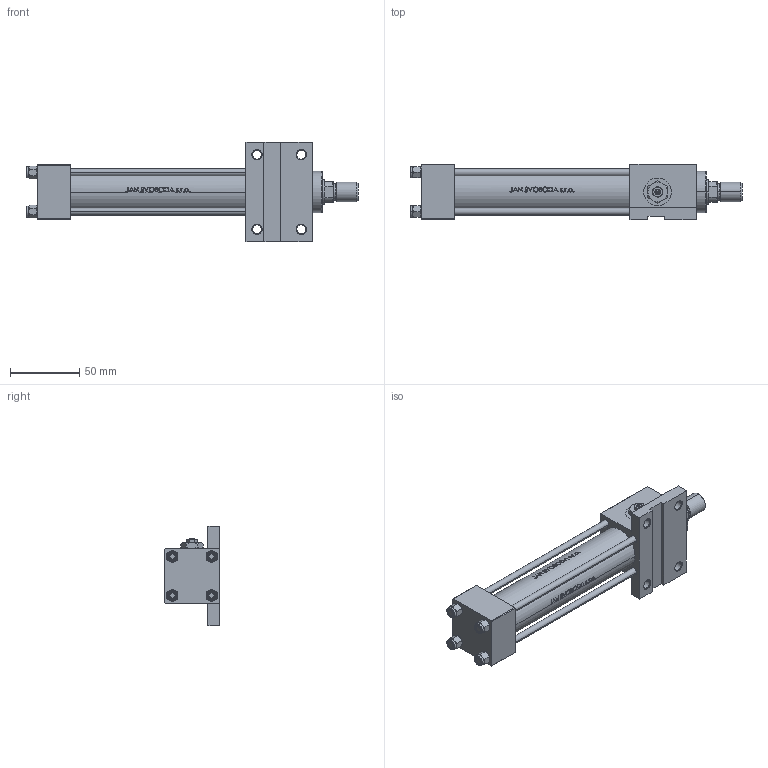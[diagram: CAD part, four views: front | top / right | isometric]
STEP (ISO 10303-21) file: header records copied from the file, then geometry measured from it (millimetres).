
FILE_DESCRIPTION (( 'STEP AP203' ), '1' );
FILE_NAME ('7e3e.STEP', '2022-04-16T08:25:14', ( '' ), ( '' ), 'SwSTEP 2.0', 'SolidWorks 2019', '' );
FILE_SCHEMA (( 'CONFIG_CONTROL_DESIGN' ));
Length unit declared in the file: millimetre
Products named in the file (8): V215CR_F_Body 783134f04674d9500f30ac4001134625; V215CR_VCP_F 783134f04674d9500f30ac4001134625; V215_VC_A 783134f04674d9500f30ac4001134625; 7e3e; ROD_END_AH 783134f04674d9500f30ac4001134625; V215CR_F_TYCINKA 783134f04674d9500f30ac4001134625; NUT_M5_F 783134f04674d9500f30ac4001134625; Zatka_pro_OIL_PORT 783134f04674d9500f30ac4001134625
Assembly tree (13 placements, depth 2):
  7e3e
    V215CR_F_Body 783134f04674d9500f30ac4001134625
    V215CR_VCP_F 783134f04674d9500f30ac4001134625
    V215CR_F_TYCINKA 783134f04674d9500f30ac4001134625  x4
    NUT_M5_F 783134f04674d9500f30ac4001134625  x4
    V215_VC_A 783134f04674d9500f30ac4001134625
    ROD_END_AH 783134f04674d9500f30ac4001134625
    Zatka_pro_OIL_PORT 783134f04674d9500f30ac4001134625
Bounding box: 240 x 40 x 72 mm (x, y, z)
Volume: 209863.2 mm3; surface area: 86497.5 mm2
Topology: 13 solids, 13 shells, 1172 faces, 2941 edges, 1881 vertices
Faces by surface type: plane 464, bspline 380, cone 176, cylinder 142, torus 10
Entity records: 50219 total; most frequent: CARTESIAN_POINT 26583, ORIENTED_EDGE 5374, DIRECTION 3427, EDGE_CURVE 2687, VERTEX_POINT 1737, VECTOR 1365, LINE 1365, EDGE_LOOP 1160
